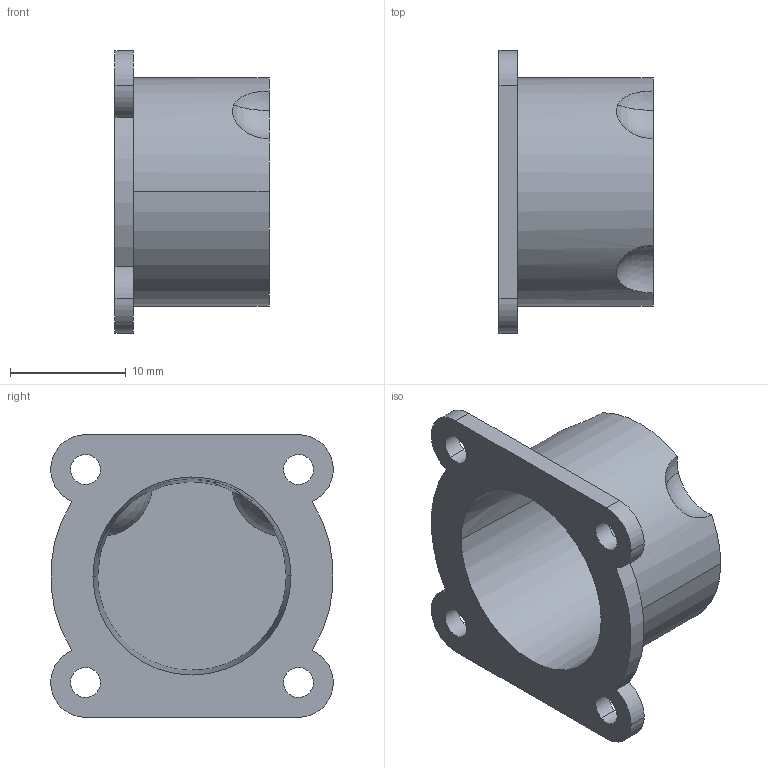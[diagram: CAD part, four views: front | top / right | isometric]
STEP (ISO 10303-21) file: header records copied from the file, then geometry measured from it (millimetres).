
FILE_DESCRIPTION(('CATIA V5 STEP'),'2;1');
FILE_NAME('Deckel.stp','2005-10-28T08:27:59+00:00',('none'),('none'),'CATIA Version 5','CATIA V5 STEP AP214','none');
FILE_SCHEMA(('AUTOMOTIVE_DESIGN { 1 0 10303 214 1 1 1 1 }'));
Length unit declared in the file: millimetre
Products named in the file (1): Deckel
Bounding box: 13.3 x 24.4 x 24.4 mm (x, y, z)
Volume: 1796.6 mm3; surface area: 2616.5 mm2
Topology: 1 solids, 1 shells, 34 faces, 94 edges, 64 vertices
Faces by surface type: cylinder 18, sphere 8, plane 6, bspline 2
Entity records: 1265 total; most frequent: CARTESIAN_POINT 436, ORIENTED_EDGE 188, DIRECTION 118, EDGE_CURVE 94, AXIS2_PLACEMENT_3D 72, VERTEX_POINT 64, CIRCLE 48, EDGE_LOOP 44
